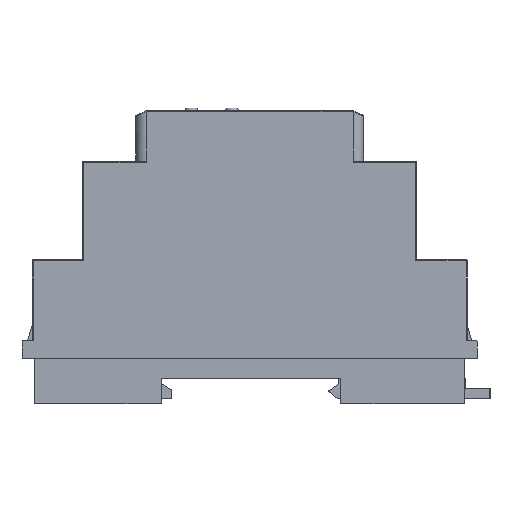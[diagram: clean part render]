
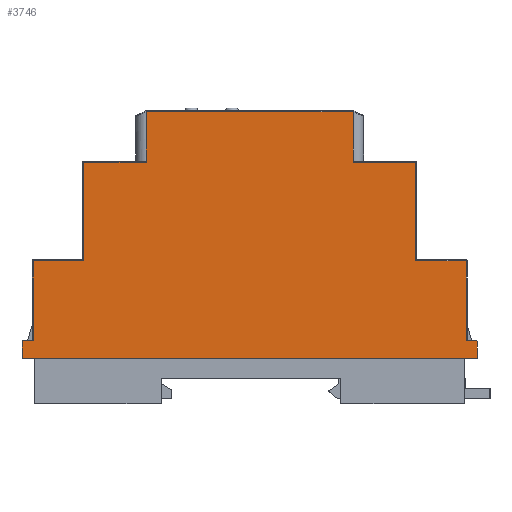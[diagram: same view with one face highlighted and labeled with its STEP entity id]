
A CAD part, left-side view. The second image highlights one B-rep face of the part: STEP entity #3746.
In plain terms, the highlighted planar face has unit normal (-1, 0, 0).
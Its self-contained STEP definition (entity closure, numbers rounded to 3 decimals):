
#3614=AXIS2_PLACEMENT_3D('Plane Axis2P3D',#3611,#3612,#3613) ;
#3704=AXIS2_PLACEMENT_3D('Circle Axis2P3D',#3702,#3703,$) ;
#3716=AXIS2_PLACEMENT_3D('Circle Axis2P3D',#3714,#3715,$) ;
#3540=CARTESIAN_POINT('Vertex',(0.,2.5,9.)) ;
#3545=CARTESIAN_POINT('Line Origine',(0.,47.5,9.)) ;
#3549=CARTESIAN_POINT('Vertex',(0.,92.5,9.)) ;
#3584=CARTESIAN_POINT('Line Origine',(0.,2.5,10.65)) ;
#3588=CARTESIAN_POINT('Vertex',(0.,2.5,12.3)) ;
#3611=CARTESIAN_POINT('Axis2P3D Location',(0.,2.5,0.)) ;
#3616=CARTESIAN_POINT('Line Origine',(0.,4.7,20.4)) ;
#3620=CARTESIAN_POINT('Vertex',(0.,4.7,28.3)) ;
#3622=CARTESIAN_POINT('Vertex',(0.,4.7,12.5)) ;
#3625=CARTESIAN_POINT('Line Origine',(0.,9.7,28.3)) ;
#3629=CARTESIAN_POINT('Vertex',(0.,14.7,28.3)) ;
#3632=CARTESIAN_POINT('Line Origine',(0.,14.7,38.05)) ;
#3636=CARTESIAN_POINT('Vertex',(0.,14.7,47.8)) ;
#3639=CARTESIAN_POINT('Line Origine',(0.,20.875,47.8)) ;
#3643=CARTESIAN_POINT('Vertex',(0.,27.05,47.8)) ;
#3646=CARTESIAN_POINT('Line Origine',(0.,27.05,52.8)) ;
#3650=CARTESIAN_POINT('Vertex',(0.,27.05,57.8)) ;
#3653=CARTESIAN_POINT('Line Origine',(0.,47.5,57.8)) ;
#3657=CARTESIAN_POINT('Vertex',(0.,67.95,57.8)) ;
#3660=CARTESIAN_POINT('Line Origine',(0.,67.95,52.8)) ;
#3664=CARTESIAN_POINT('Vertex',(0.,67.95,47.8)) ;
#3667=CARTESIAN_POINT('Line Origine',(0.,74.125,47.8)) ;
#3671=CARTESIAN_POINT('Vertex',(0.,80.3,47.8)) ;
#3674=CARTESIAN_POINT('Line Origine',(0.,80.3,38.05)) ;
#3678=CARTESIAN_POINT('Vertex',(0.,80.3,28.3)) ;
#3681=CARTESIAN_POINT('Line Origine',(0.,85.3,28.3)) ;
#3685=CARTESIAN_POINT('Vertex',(0.,90.3,28.3)) ;
#3688=CARTESIAN_POINT('Line Origine',(0.,90.3,20.4)) ;
#3692=CARTESIAN_POINT('Vertex',(0.,90.3,12.5)) ;
#3695=CARTESIAN_POINT('Line Origine',(0.,91.3,12.5)) ;
#3699=CARTESIAN_POINT('Vertex',(0.,92.3,12.5)) ;
#3702=CARTESIAN_POINT('Axis2P3D Location',(0.,92.3,12.3)) ;
#3706=CARTESIAN_POINT('Vertex',(0.,92.5,12.3)) ;
#3709=CARTESIAN_POINT('Line Origine',(0.,92.5,10.65)) ;
#3714=CARTESIAN_POINT('Axis2P3D Location',(0.,2.7,12.3)) ;
#3718=CARTESIAN_POINT('Vertex',(0.,2.7,12.5)) ;
#3721=CARTESIAN_POINT('Line Origine',(0.,3.7,12.5)) ;
#3546=DIRECTION('Vector Direction',(0.,1.,0.)) ;
#3585=DIRECTION('Vector Direction',(0.,0.,-1.)) ;
#3612=DIRECTION('Axis2P3D Direction',(1.,0.,0.)) ;
#3613=DIRECTION('Axis2P3D XDirection',(0.,1.,0.)) ;
#3617=DIRECTION('Vector Direction',(0.,0.,1.)) ;
#3626=DIRECTION('Vector Direction',(0.,1.,0.)) ;
#3633=DIRECTION('Vector Direction',(0.,0.,-1.)) ;
#3640=DIRECTION('Vector Direction',(0.,-1.,0.)) ;
#3647=DIRECTION('Vector Direction',(0.,0.,1.)) ;
#3654=DIRECTION('Vector Direction',(0.,-1.,0.)) ;
#3661=DIRECTION('Vector Direction',(0.,0.,1.)) ;
#3668=DIRECTION('Vector Direction',(0.,-1.,0.)) ;
#3675=DIRECTION('Vector Direction',(0.,0.,-1.)) ;
#3682=DIRECTION('Vector Direction',(0.,1.,0.)) ;
#3689=DIRECTION('Vector Direction',(0.,0.,1.)) ;
#3696=DIRECTION('Vector Direction',(0.,1.,0.)) ;
#3703=DIRECTION('Axis2P3D Direction',(1.,0.,0.)) ;
#3710=DIRECTION('Vector Direction',(0.,0.,1.)) ;
#3715=DIRECTION('Axis2P3D Direction',(1.,0.,0.)) ;
#3722=DIRECTION('Vector Direction',(0.,1.,0.)) ;
#3547=VECTOR('Line Direction',#3546,1.) ;
#3586=VECTOR('Line Direction',#3585,1.) ;
#3618=VECTOR('Line Direction',#3617,1.) ;
#3627=VECTOR('Line Direction',#3626,1.) ;
#3634=VECTOR('Line Direction',#3633,1.) ;
#3641=VECTOR('Line Direction',#3640,1.) ;
#3648=VECTOR('Line Direction',#3647,1.) ;
#3655=VECTOR('Line Direction',#3654,1.) ;
#3662=VECTOR('Line Direction',#3661,1.) ;
#3669=VECTOR('Line Direction',#3668,1.) ;
#3676=VECTOR('Line Direction',#3675,1.) ;
#3683=VECTOR('Line Direction',#3682,1.) ;
#3690=VECTOR('Line Direction',#3689,1.) ;
#3697=VECTOR('Line Direction',#3696,1.) ;
#3711=VECTOR('Line Direction',#3710,1.) ;
#3723=VECTOR('Line Direction',#3722,1.) ;
#3727=ORIENTED_EDGE('',*,*,#3624,.F.) ;
#3728=ORIENTED_EDGE('',*,*,#3631,.F.) ;
#3729=ORIENTED_EDGE('',*,*,#3638,.F.) ;
#3730=ORIENTED_EDGE('',*,*,#3645,.F.) ;
#3731=ORIENTED_EDGE('',*,*,#3652,.T.) ;
#3732=ORIENTED_EDGE('',*,*,#3659,.F.) ;
#3733=ORIENTED_EDGE('',*,*,#3666,.T.) ;
#3734=ORIENTED_EDGE('',*,*,#3673,.F.) ;
#3735=ORIENTED_EDGE('',*,*,#3680,.F.) ;
#3736=ORIENTED_EDGE('',*,*,#3687,.F.) ;
#3737=ORIENTED_EDGE('',*,*,#3694,.F.) ;
#3738=ORIENTED_EDGE('',*,*,#3701,.F.) ;
#3739=ORIENTED_EDGE('',*,*,#3708,.F.) ;
#3740=ORIENTED_EDGE('',*,*,#3713,.F.) ;
#3741=ORIENTED_EDGE('',*,*,#3551,.F.) ;
#3742=ORIENTED_EDGE('',*,*,#3590,.F.) ;
#3743=ORIENTED_EDGE('',*,*,#3720,.F.) ;
#3744=ORIENTED_EDGE('',*,*,#3725,.F.) ;
#3746=ADVANCED_FACE('GEHAUESEOBERTEIL',(#3745),#3615,.F.) ;
#3705=CIRCLE('generated circle',#3704,0.2) ;
#3717=CIRCLE('generated circle',#3716,0.2) ;
#3551=EDGE_CURVE('',#3541,#3550,#3548,.T.) ;
#3590=EDGE_CURVE('',#3589,#3541,#3587,.T.) ;
#3624=EDGE_CURVE('',#3621,#3623,#3619,.F.) ;
#3631=EDGE_CURVE('',#3630,#3621,#3628,.F.) ;
#3638=EDGE_CURVE('',#3637,#3630,#3635,.T.) ;
#3645=EDGE_CURVE('',#3644,#3637,#3642,.T.) ;
#3652=EDGE_CURVE('',#3644,#3651,#3649,.T.) ;
#3659=EDGE_CURVE('',#3658,#3651,#3656,.T.) ;
#3666=EDGE_CURVE('',#3658,#3665,#3663,.F.) ;
#3673=EDGE_CURVE('',#3672,#3665,#3670,.T.) ;
#3680=EDGE_CURVE('',#3679,#3672,#3677,.F.) ;
#3687=EDGE_CURVE('',#3686,#3679,#3684,.F.) ;
#3694=EDGE_CURVE('',#3693,#3686,#3691,.T.) ;
#3701=EDGE_CURVE('',#3700,#3693,#3698,.F.) ;
#3708=EDGE_CURVE('',#3707,#3700,#3705,.T.) ;
#3713=EDGE_CURVE('',#3550,#3707,#3712,.T.) ;
#3720=EDGE_CURVE('',#3719,#3589,#3717,.T.) ;
#3725=EDGE_CURVE('',#3623,#3719,#3724,.F.) ;
#3726=EDGE_LOOP('',(#3727,#3728,#3729,#3730,#3731,#3732,#3733,#3734,#3735,#3736,#3737,#3738,#3739,#3740,#3741,#3742,#3743,#3744)) ;
#3745=FACE_OUTER_BOUND('',#3726,.T.) ;
#3548=LINE('Line',#3545,#3547) ;
#3587=LINE('Line',#3584,#3586) ;
#3619=LINE('Line',#3616,#3618) ;
#3628=LINE('Line',#3625,#3627) ;
#3635=LINE('Line',#3632,#3634) ;
#3642=LINE('Line',#3639,#3641) ;
#3649=LINE('Line',#3646,#3648) ;
#3656=LINE('Line',#3653,#3655) ;
#3663=LINE('Line',#3660,#3662) ;
#3670=LINE('Line',#3667,#3669) ;
#3677=LINE('Line',#3674,#3676) ;
#3684=LINE('Line',#3681,#3683) ;
#3691=LINE('Line',#3688,#3690) ;
#3698=LINE('Line',#3695,#3697) ;
#3712=LINE('Line',#3709,#3711) ;
#3724=LINE('Line',#3721,#3723) ;
#3615=PLANE('',#3614) ;
#3541=VERTEX_POINT('',#3540) ;
#3550=VERTEX_POINT('',#3549) ;
#3589=VERTEX_POINT('',#3588) ;
#3621=VERTEX_POINT('',#3620) ;
#3623=VERTEX_POINT('',#3622) ;
#3630=VERTEX_POINT('',#3629) ;
#3637=VERTEX_POINT('',#3636) ;
#3644=VERTEX_POINT('',#3643) ;
#3651=VERTEX_POINT('',#3650) ;
#3658=VERTEX_POINT('',#3657) ;
#3665=VERTEX_POINT('',#3664) ;
#3672=VERTEX_POINT('',#3671) ;
#3679=VERTEX_POINT('',#3678) ;
#3686=VERTEX_POINT('',#3685) ;
#3693=VERTEX_POINT('',#3692) ;
#3700=VERTEX_POINT('',#3699) ;
#3707=VERTEX_POINT('',#3706) ;
#3719=VERTEX_POINT('',#3718) ;
